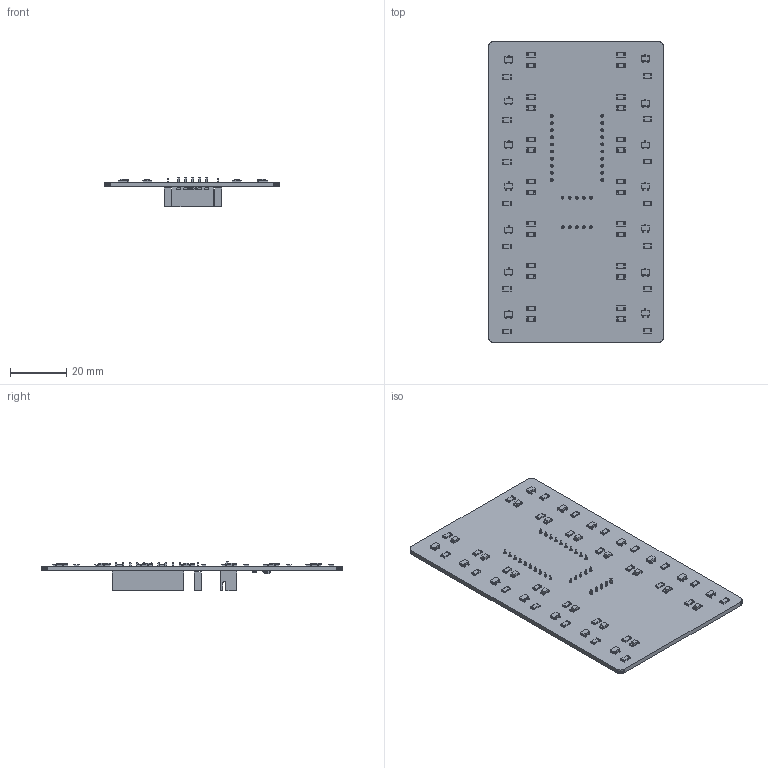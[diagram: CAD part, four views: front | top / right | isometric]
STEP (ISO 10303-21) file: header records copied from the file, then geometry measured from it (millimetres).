
FILE_DESCRIPTION(('KiCad electronic assembly'),'2;1');
FILE_NAME('Alarm_lights.step','2024-02-29T19:10:19',('Pcbnew'),('Kicad') ,'Open CASCADE STEP processor 7.6','KiCad to STEP converter','Unknown' );
FILE_SCHEMA(('AUTOMOTIVE_DESIGN { 1 0 10303 214 1 1 1 1 }'));
Length unit declared in the file: millimetre
Products named in the file (14): Alarm_lights 1; SOT-23W; SOLID; LED_1206_3216Metric; R_1206_3216Metric; PinSocket_1x05_P2.54mm_Vertical; PinSocket_1x10_P2.54mm_Vertical; JST_XH_B5B-XH-A_1x05_P2.50mm_Vertical; Alarm_lights PCB
Assembly tree (69 placements, depth 3):
  Alarm_lights 1
    SOT-23W  x15
      SOLID
    LED_1206_3216Metric  x14
      SOLID
    R_1206_3216Metric  x29
      SOLID
    PinSocket_1x05_P2.54mm_Vertical
      SOLID
    PinSocket_1x10_P2.54mm_Vertical  x2
      SOLID
    JST_XH_B5B-XH-A_1x05_P2.50mm_Vertical
      SOLID
    Alarm_lights PCB
Bounding box: 62.48 x 107.44 x 10.4 mm (x, y, z)
Volume: 12266.3 mm3; surface area: 17712.3 mm2
Topology: 63 solids, 63 shells, 3689 faces, 9490 edges, 6026 vertices
Faces by surface type: plane 2726, cylinder 558, bspline 405
Full cylindrical faces by diameter (mm): 0.95 x5, 1 x25
Entity records: 63086 total; most frequent: CARTESIAN_POINT 10102, DIRECTION 8716, LINE 6578, VECTOR 6578, ORIENTED_EDGE 4606, PCURVE 4606, DEFINITIONAL_REPRESENTATION 4606, EDGE_CURVE 2303
